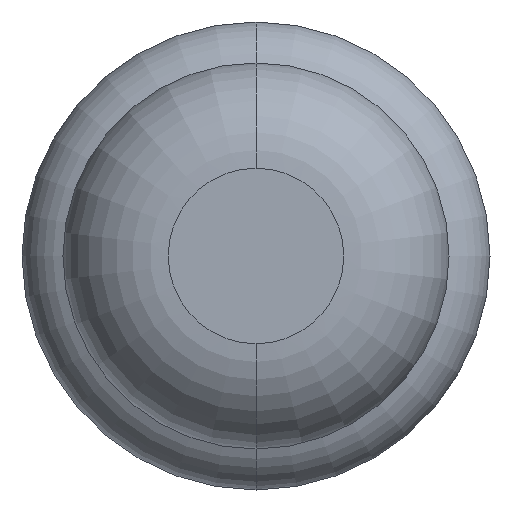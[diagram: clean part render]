
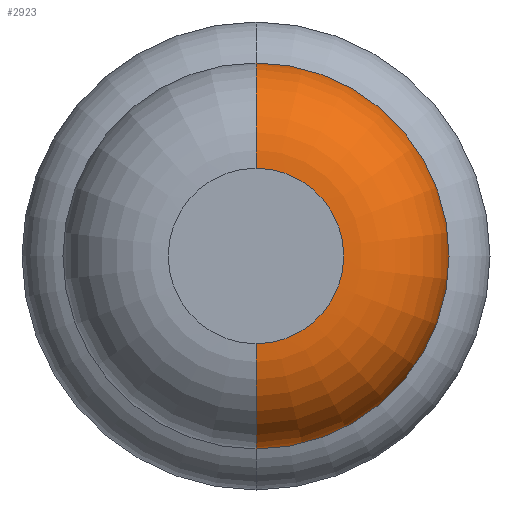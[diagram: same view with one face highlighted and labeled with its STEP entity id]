
A CAD part, front view. The second image highlights one B-rep face of the part: STEP entity #2923.
In plain terms, the highlighted toroidal (fillet/blend) face has major radius 0.375 mm and minor radius 0.45 mm.
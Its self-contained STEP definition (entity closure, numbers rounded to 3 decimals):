
#10 = DIRECTION ( 'NONE',  ( 0., 1., 0. ) ) ;
#185 = FACE_OUTER_BOUND ( 'NONE', #730, .T. ) ;
#192 = CARTESIAN_POINT ( 'NONE',  ( 0., -26., 0.375 ) ) ;
#225 = VERTEX_POINT ( 'NONE', #192 ) ;
#572 = CIRCLE ( 'NONE', #2242, 0.45 ) ;
#607 = ORIENTED_EDGE ( 'NONE', *, *, #3900, .T. ) ;
#617 = CARTESIAN_POINT ( 'NONE',  ( 0., -25.55, 0. ) ) ;
#619 = CARTESIAN_POINT ( 'NONE',  ( 0., -25.55, 0.375 ) ) ;
#631 = AXIS2_PLACEMENT_3D ( 'NONE', #3275, #2058, #3856 ) ;
#684 = DIRECTION ( 'NONE',  ( 0., 0., 1. ) ) ;
#711 = CIRCLE ( 'NONE', #731, 0.45 ) ;
#730 = EDGE_LOOP ( 'NONE', ( #1010, #607, #2614, #1531 ) ) ;
#731 = AXIS2_PLACEMENT_3D ( 'NONE', #619, #1853, #3426 ) ;
#860 = VERTEX_POINT ( 'NONE', #3182 ) ;
#1010 = ORIENTED_EDGE ( 'NONE', *, *, #2231, .T. ) ;
#1036 = VERTEX_POINT ( 'NONE', #3705 ) ;
#1182 = EDGE_CURVE ( 'NONE', #225, #3800, #711, .T. ) ;
#1463 = CARTESIAN_POINT ( 'NONE',  ( 0., -25.55, -0.375 ) ) ;
#1531 = ORIENTED_EDGE ( 'NONE', *, *, #1182, .F. ) ;
#1620 = TOROIDAL_SURFACE ( 'NONE', #1841, 0.375, 0.45 ) ;
#1841 = AXIS2_PLACEMENT_3D ( 'NONE', #2239, #3436, #684 ) ;
#1846 = EDGE_CURVE ( 'Defeature ausgef�hrt3_24+Defeature ausgef�hrt3_23+Defeature ausgef�hrt3_23+Defeature ausgef�hrt3_23', #3800, #1036, #2811, .T. ) ;
#1853 = DIRECTION ( 'NONE',  ( -1., 0., 0. ) ) ;
#2058 = DIRECTION ( 'NONE',  ( 0., 1., 0. ) ) ;
#2231 = EDGE_CURVE ( 'Defeature ausgef�hrt3_23+Defeature ausgef�hrt3_22+Defeature ausgef�hrt3_22+Defeature ausgef�hrt3_22', #225, #860, #3484, .T. ) ;
#2239 = CARTESIAN_POINT ( 'NONE',  ( 0., -25.55, 0. ) ) ;
#2242 = AXIS2_PLACEMENT_3D ( 'NONE', #1463, #3251, #3907 ) ;
#2468 = DIRECTION ( 'NONE',  ( 0., 0., 1. ) ) ;
#2614 = ORIENTED_EDGE ( 'NONE', *, *, #1846, .F. ) ;
#2811 = CIRCLE ( 'NONE', #2893, 0.825 ) ;
#2893 = AXIS2_PLACEMENT_3D ( 'NONE', #617, #10, #2468 ) ;
#2923 = ADVANCED_FACE ( 'Defeature ausgef�hrt3_23', ( #185 ), #1620, .T. ) ;
#3182 = CARTESIAN_POINT ( 'NONE',  ( 0., -26., -0.375 ) ) ;
#3194 = CARTESIAN_POINT ( 'NONE',  ( 0., -25.55, 0.825 ) ) ;
#3251 = DIRECTION ( 'NONE',  ( 1., 0., 0. ) ) ;
#3275 = CARTESIAN_POINT ( 'NONE',  ( 0., -26., 0. ) ) ;
#3426 = DIRECTION ( 'NONE',  ( 0., 0., 1. ) ) ;
#3436 = DIRECTION ( 'NONE',  ( 0., 1., 0. ) ) ;
#3484 = CIRCLE ( 'NONE', #631, 0.375 ) ;
#3705 = CARTESIAN_POINT ( 'NONE',  ( 0., -25.55, -0.825 ) ) ;
#3800 = VERTEX_POINT ( 'NONE', #3194 ) ;
#3856 = DIRECTION ( 'NONE',  ( 0., 0., 1. ) ) ;
#3900 = EDGE_CURVE ( 'NONE', #860, #1036, #572, .T. ) ;
#3907 = DIRECTION ( 'NONE',  ( 0., 0., -1. ) ) ;
